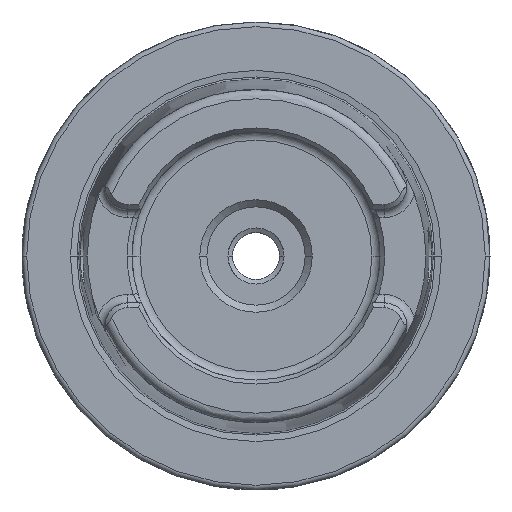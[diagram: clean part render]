
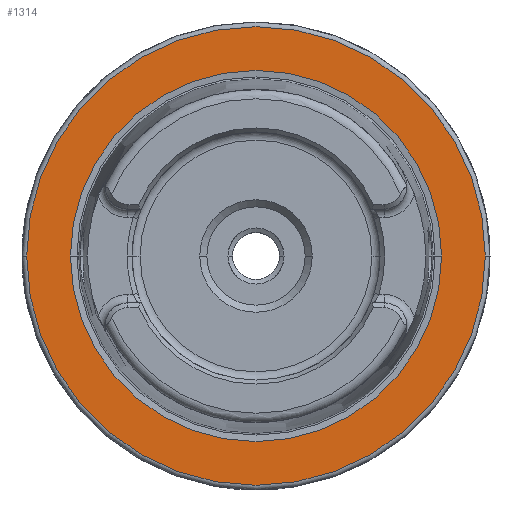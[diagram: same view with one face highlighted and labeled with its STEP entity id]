
A CAD part, left-side view. The second image highlights one B-rep face of the part: STEP entity #1314.
In plain terms, the highlighted planar face has unit normal (-1, 0, 0).
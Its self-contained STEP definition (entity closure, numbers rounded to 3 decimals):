
#37 = DIRECTION ( 'NONE',  ( 1., 0., 0. ) ) ;
#244 = AXIS2_PLACEMENT_3D ( 'NONE', #5062, #2547, #6923 ) ;
#389 = DIRECTION ( 'NONE',  ( 0., 0., -1. ) ) ;
#618 = CARTESIAN_POINT ( 'NONE',  ( 0., 0., -39.647 ) ) ;
#1011 = VERTEX_POINT ( 'NONE', #1037 ) ;
#1037 = CARTESIAN_POINT ( 'NONE',  ( 0., 0., -49. ) ) ;
#1177 = EDGE_LOOP ( 'NONE', ( #6608, #8651 ) ) ;
#1262 = CARTESIAN_POINT ( 'NONE',  ( 0., 0., 0. ) ) ;
#1314 = ADVANCED_FACE ( 'NONE', ( #7597, #5741 ), #11164, .T. ) ;
#1557 = CIRCLE ( 'NONE', #244, 39.647 ) ;
#2547 = DIRECTION ( 'NONE',  ( 1., 0., 0. ) ) ;
#2619 = CARTESIAN_POINT ( 'NONE',  ( 0., 0., 49. ) ) ;
#3150 = DIRECTION ( 'NONE',  ( 0., 0., 1. ) ) ;
#3186 = EDGE_LOOP ( 'NONE', ( #9907, #9866 ) ) ;
#3253 = EDGE_CURVE ( 'NONE', #3563, #10817, #1557, .T. ) ;
#3376 = CARTESIAN_POINT ( 'NONE',  ( 0., 0., 39.647 ) ) ;
#3563 = VERTEX_POINT ( 'NONE', #618 ) ;
#3955 = AXIS2_PLACEMENT_3D ( 'NONE', #7537, #10180, #3150 ) ;
#4510 = EDGE_CURVE ( 'NONE', #10817, #3563, #4954, .T. ) ;
#4778 = AXIS2_PLACEMENT_3D ( 'NONE', #7254, #37, #5444 ) ;
#4954 = CIRCLE ( 'NONE', #8314, 39.647 ) ;
#5062 = CARTESIAN_POINT ( 'NONE',  ( 0., 0., 0. ) ) ;
#5444 = DIRECTION ( 'NONE',  ( 0., 0., -1. ) ) ;
#5705 = CIRCLE ( 'NONE', #4778, 49. ) ;
#5741 = FACE_OUTER_BOUND ( 'NONE', #1177, .T. ) ;
#6395 = AXIS2_PLACEMENT_3D ( 'NONE', #9664, #7627, #10395 ) ;
#6608 = ORIENTED_EDGE ( 'NONE', *, *, #10282, .F. ) ;
#6923 = DIRECTION ( 'NONE',  ( 0., 0., -1. ) ) ;
#7247 = VERTEX_POINT ( 'NONE', #2619 ) ;
#7254 = CARTESIAN_POINT ( 'NONE',  ( 0., 0., 0. ) ) ;
#7537 = CARTESIAN_POINT ( 'NONE',  ( 0., 39.647, 0. ) ) ;
#7597 = FACE_BOUND ( 'NONE', #3186, .T. ) ;
#7627 = DIRECTION ( 'NONE',  ( 1., 0., 0. ) ) ;
#8314 = AXIS2_PLACEMENT_3D ( 'NONE', #1262, #8414, #389 ) ;
#8414 = DIRECTION ( 'NONE',  ( 1., 0., 0. ) ) ;
#8651 = ORIENTED_EDGE ( 'NONE', *, *, #11500, .F. ) ;
#9375 = CIRCLE ( 'NONE', #6395, 49. ) ;
#9664 = CARTESIAN_POINT ( 'NONE',  ( 0., 0., 0. ) ) ;
#9866 = ORIENTED_EDGE ( 'NONE', *, *, #3253, .T. ) ;
#9907 = ORIENTED_EDGE ( 'NONE', *, *, #4510, .T. ) ;
#10180 = DIRECTION ( 'NONE',  ( -1., 0., 0. ) ) ;
#10282 = EDGE_CURVE ( 'NONE', #1011, #7247, #9375, .T. ) ;
#10395 = DIRECTION ( 'NONE',  ( 0., 0., -1. ) ) ;
#10817 = VERTEX_POINT ( 'NONE', #3376 ) ;
#11164 = PLANE ( 'NONE',  #3955 ) ;
#11500 = EDGE_CURVE ( 'NONE', #7247, #1011, #5705, .T. ) ;
